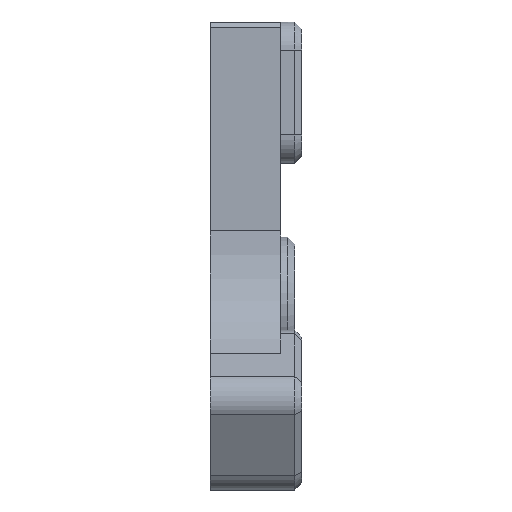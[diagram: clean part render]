
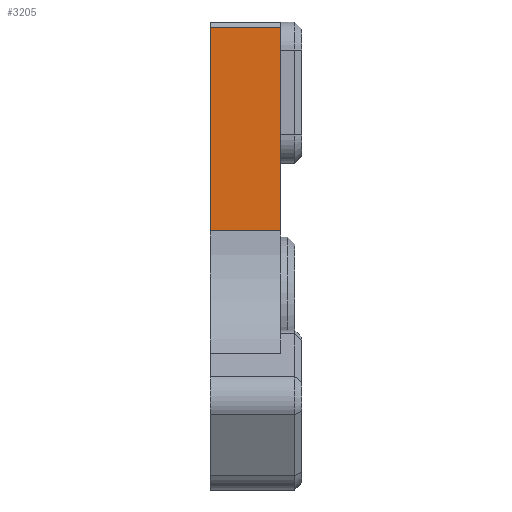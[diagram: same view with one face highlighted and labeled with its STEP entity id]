
A CAD part, left-side view. The second image highlights one B-rep face of the part: STEP entity #3205.
In plain terms, the highlighted planar face has unit normal (-1, 0, 0).
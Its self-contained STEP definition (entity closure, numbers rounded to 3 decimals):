
#298=FACE_OUTER_BOUND('',#488,.T.);
#488=EDGE_LOOP('',(#2922,#2923,#2924,#2925));
#508=LINE('',#4630,#796);
#551=LINE('',#4868,#839);
#775=LINE('',#5509,#1063);
#779=LINE('',#5516,#1067);
#796=VECTOR('',#3620,10.);
#839=VECTOR('',#3835,10.);
#1063=VECTOR('',#4547,20.);
#1067=VECTOR('',#4557,10.);
#1275=VERTEX_POINT('',#4627);
#1276=VERTEX_POINT('',#4629);
#1384=VERTEX_POINT('',#4865);
#1385=VERTEX_POINT('',#4867);
#1580=EDGE_CURVE('',#1275,#1276,#508,.T.);
#1699=EDGE_CURVE('',#1384,#1385,#551,.T.);
#2018=EDGE_CURVE('',#1276,#1384,#775,.T.);
#2022=EDGE_CURVE('',#1275,#1385,#779,.T.);
#2922=ORIENTED_EDGE('',*,*,#2018,.F.);
#2923=ORIENTED_EDGE('',*,*,#1580,.F.);
#2924=ORIENTED_EDGE('',*,*,#2022,.T.);
#2925=ORIENTED_EDGE('',*,*,#1699,.F.);
#3036=PLANE('',#3572);
#3205=ADVANCED_FACE('',(#298),#3036,.T.);
#3572=AXIS2_PLACEMENT_3D('',#5515,#4555,#4556);
#3620=DIRECTION('',(0.,0.,-1.));
#3835=DIRECTION('',(0.,0.,1.));
#4547=DIRECTION('',(0.,1.,0.));
#4555=DIRECTION('center_axis',(-1.,0.,0.));
#4556=DIRECTION('ref_axis',(0.,0.,1.));
#4557=DIRECTION('',(0.,1.,0.));
#4627=CARTESIAN_POINT('',(-20.,0.,16.2));
#4629=CARTESIAN_POINT('',(-20.,0.,-12.608));
#4630=CARTESIAN_POINT('',(-20.,0.,16.2));
#4865=CARTESIAN_POINT('',(-20.,10.,-12.608));
#4867=CARTESIAN_POINT('',(-20.,10.,16.2));
#4868=CARTESIAN_POINT('',(-20.,10.,16.2));
#5509=CARTESIAN_POINT('',(-20.,0.,-12.608));
#5515=CARTESIAN_POINT('Origin',(-20.,0.,-24.443));
#5516=CARTESIAN_POINT('',(-20.,0.,16.2));
